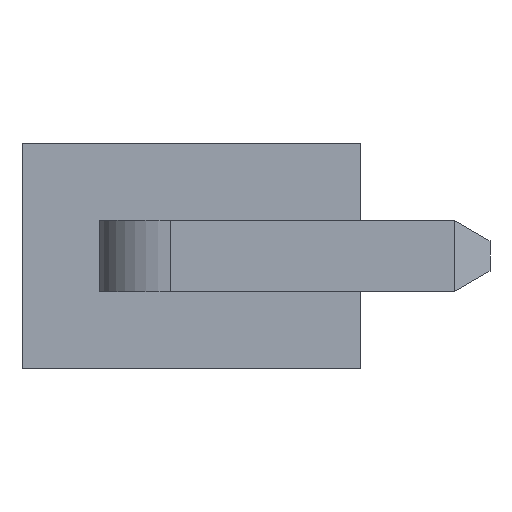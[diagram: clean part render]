
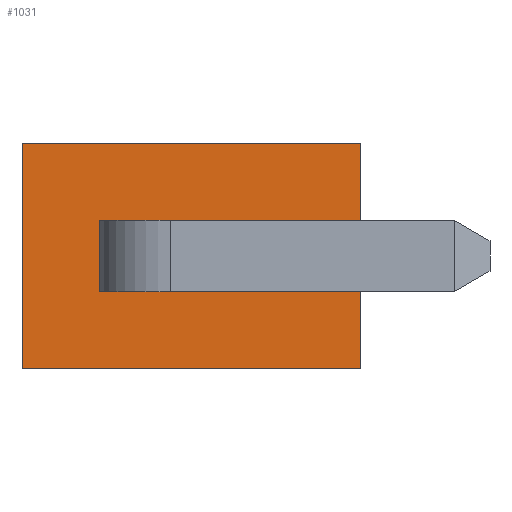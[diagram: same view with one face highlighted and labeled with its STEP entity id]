
A CAD part, front view. The second image highlights one B-rep face of the part: STEP entity #1031.
In plain terms, the highlighted planar face has unit normal (0, -1, 0).
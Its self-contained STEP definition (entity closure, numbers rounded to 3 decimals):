
#105 = EDGE_LOOP ( 'NONE', ( #778, #750, #754, #724 ) ) ;
#127 = VERTEX_POINT ( 'NONE', #525 ) ;
#154 = CARTESIAN_POINT ( 'NONE',  ( 0.2, 0., -0.518 ) ) ;
#157 = CARTESIAN_POINT ( 'NONE',  ( -0.635, 0., 0.952 ) ) ;
#163 = DIRECTION ( 'NONE',  ( 0., 0., 1. ) ) ;
#255 = CARTESIAN_POINT ( 'NONE',  ( 0.635, 0., 0.952 ) ) ;
#271 = DIRECTION ( 'NONE',  ( 1., 0., 0. ) ) ;
#320 = DIRECTION ( 'NONE',  ( -1., 0., 0. ) ) ;
#341 = CARTESIAN_POINT ( 'NONE',  ( -0.635, 0., 0.952 ) ) ;
#356 = CARTESIAN_POINT ( 'NONE',  ( 0.635, 0., -0.953 ) ) ;
#357 = CARTESIAN_POINT ( 'NONE',  ( 0.2, 0., -0.518 ) ) ;
#358 = CARTESIAN_POINT ( 'NONE',  ( -0.2, 0., -0.118 ) ) ;
#364 = CARTESIAN_POINT ( 'NONE',  ( -0.2, 0., -0.118 ) ) ;
#370 = DIRECTION ( 'NONE',  ( 0., -1., 0. ) ) ;
#378 = CARTESIAN_POINT ( 'NONE',  ( -0.2, 0., -0.518 ) ) ;
#382 = DIRECTION ( 'NONE',  ( 0., 0., -1. ) ) ;
#397 = CARTESIAN_POINT ( 'NONE',  ( -0.635, 0., 0.952 ) ) ;
#424 = DIRECTION ( 'NONE',  ( 0., 0., -1. ) ) ;
#435 = CARTESIAN_POINT ( 'NONE',  ( 0.2, 0., -0.118 ) ) ;
#444 = DIRECTION ( 'NONE',  ( -1., 0., 0. ) ) ;
#452 = PLANE ( 'NONE',  #691 ) ;
#467 = CARTESIAN_POINT ( 'NONE',  ( -0.635, 0., -0.953 ) ) ;
#477 = CARTESIAN_POINT ( 'NONE',  ( -0.2, 0., -0.518 ) ) ;
#482 = CARTESIAN_POINT ( 'NONE',  ( 0., 0., 0. ) ) ;
#514 = DIRECTION ( 'NONE',  ( 1., 0., 0. ) ) ;
#522 = DIRECTION ( 'NONE',  ( 0., 0., 1. ) ) ;
#525 = CARTESIAN_POINT ( 'NONE',  ( -0.635, 0., -0.953 ) ) ;
#533 = CARTESIAN_POINT ( 'NONE',  ( 0.635, 0., 0.952 ) ) ;
#546 = DIRECTION ( 'NONE',  ( 0., 0., -1. ) ) ;
#586 = CARTESIAN_POINT ( 'NONE',  ( -0.2, 0., -0.518 ) ) ;
#630 = EDGE_CURVE ( 'NONE', #1010, #1013, #749, .T. ) ;
#642 = EDGE_CURVE ( 'NONE', #861, #127, #786, .T. ) ;
#661 = EDGE_CURVE ( 'NONE', #127, #874, #734, .T. ) ;
#663 = EDGE_CURVE ( 'NONE', #1013, #866, #831, .T. ) ;
#665 = EDGE_CURVE ( 'NONE', #873, #861, #797, .T. ) ;
#669 = EDGE_CURVE ( 'NONE', #866, #849, #947, .T. ) ;
#679 = EDGE_CURVE ( 'NONE', #849, #1010, #929, .T. ) ;
#689 = EDGE_CURVE ( 'NONE', #874, #873, #998, .T. ) ;
#691 = AXIS2_PLACEMENT_3D ( 'NONE', #482, #370, #382 ) ;
#712 = VECTOR ( 'NONE', #522, 1000. ) ;
#724 = ORIENTED_EDGE ( 'NONE', *, *, #630, .T. ) ;
#727 = ORIENTED_EDGE ( 'NONE', *, *, #661, .F. ) ;
#734 = LINE ( 'NONE', #157, #810 ) ;
#749 = LINE ( 'NONE', #586, #712 ) ;
#750 = ORIENTED_EDGE ( 'NONE', *, *, #669, .T. ) ;
#754 = ORIENTED_EDGE ( 'NONE', *, *, #679, .T. ) ;
#778 = ORIENTED_EDGE ( 'NONE', *, *, #663, .T. ) ;
#785 = ORIENTED_EDGE ( 'NONE', *, *, #665, .F. ) ;
#786 = LINE ( 'NONE', #467, #792 ) ;
#788 = VECTOR ( 'NONE', #514, 1000. ) ;
#792 = VECTOR ( 'NONE', #320, 1000. ) ;
#797 = LINE ( 'NONE', #533, #824 ) ;
#799 = ORIENTED_EDGE ( 'NONE', *, *, #689, .F. ) ;
#807 = ORIENTED_EDGE ( 'NONE', *, *, #642, .F. ) ;
#810 = VECTOR ( 'NONE', #163, 1000. ) ;
#824 = VECTOR ( 'NONE', #546, 1000. ) ;
#831 = LINE ( 'NONE', #358, #788 ) ;
#849 = VERTEX_POINT ( 'NONE', #357 ) ;
#861 = VERTEX_POINT ( 'NONE', #356 ) ;
#866 = VERTEX_POINT ( 'NONE', #435 ) ;
#873 = VERTEX_POINT ( 'NONE', #255 ) ;
#874 = VERTEX_POINT ( 'NONE', #397 ) ;
#875 = EDGE_LOOP ( 'NONE', ( #785, #799, #727, #807 ) ) ;
#929 = LINE ( 'NONE', #477, #942 ) ;
#930 = VECTOR ( 'NONE', #271, 1000. ) ;
#933 = FACE_BOUND ( 'NONE', #105, .T. ) ;
#937 = FACE_OUTER_BOUND ( 'NONE', #875, .T. ) ;
#942 = VECTOR ( 'NONE', #444, 1000. ) ;
#947 = LINE ( 'NONE', #154, #992 ) ;
#992 = VECTOR ( 'NONE', #424, 1000. ) ;
#998 = LINE ( 'NONE', #341, #930 ) ;
#1010 = VERTEX_POINT ( 'NONE', #378 ) ;
#1013 = VERTEX_POINT ( 'NONE', #364 ) ;
#1031 = ADVANCED_FACE ( 'NONE', ( #937, #933 ), #452, .T. ) ;
